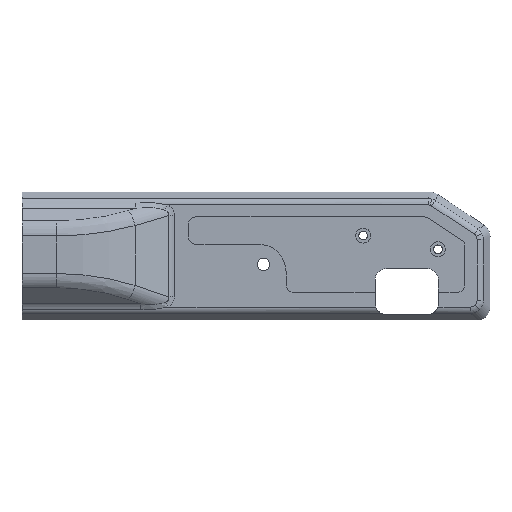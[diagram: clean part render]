
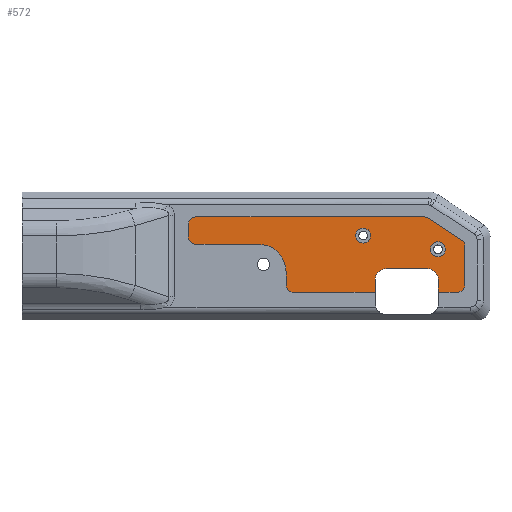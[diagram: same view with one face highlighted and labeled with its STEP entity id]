
A CAD part, left-side view. The second image highlights one B-rep face of the part: STEP entity #572.
In plain terms, the highlighted planar face has unit normal (-1, 0, 0).
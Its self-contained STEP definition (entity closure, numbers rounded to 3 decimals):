
#356=CARTESIAN_POINT('',(-23.6,0.,0.));
#357=DIRECTION('',(-1.,0.,0.));
#358=DIRECTION('',(0.,1.,0.));
#359=AXIS2_PLACEMENT_3D('',#356,#357,#358);
#360=PLANE('',#359);
#361=CARTESIAN_POINT('',(-23.6,443.,-26.));
#362=VERTEX_POINT('',#361);
#363=CARTESIAN_POINT('',(-23.6,446.,-29.));
#364=VERTEX_POINT('',#363);
#365=CARTESIAN_POINT('',(-23.6,443.,-29.));
#366=DIRECTION('',(1.,-0.,-0.));
#367=DIRECTION('',(0.,0.,1.));
#368=AXIS2_PLACEMENT_3D('',#365,#366,#367);
#369=CIRCLE('',#368,3.);
#370=EDGE_CURVE('',#362,#364,#369,.T.);
#371=ORIENTED_EDGE('',*,*,#370,.T.);
#372=CARTESIAN_POINT('',(-23.6,443.,-29.));
#373=DIRECTION('',(1.,-0.,-0.));
#374=DIRECTION('',(0.,0.,1.));
#375=AXIS2_PLACEMENT_3D('',#372,#373,#374);
#376=CIRCLE('',#375,3.);
#377=EDGE_CURVE('',#364,#362,#376,.T.);
#378=ORIENTED_EDGE('',*,*,#377,.T.);
#379=EDGE_LOOP('',(#371,#378));
#380=FACE_BOUND('',#379,.T.);
#381=CARTESIAN_POINT('',(-23.6,473.,-20.5));
#382=VERTEX_POINT('',#381);
#383=CARTESIAN_POINT('',(-23.6,476.,-23.5));
#384=VERTEX_POINT('',#383);
#385=CARTESIAN_POINT('',(-23.6,473.,-23.5));
#386=DIRECTION('',(1.,-0.,-0.));
#387=DIRECTION('',(0.,0.,1.));
#388=AXIS2_PLACEMENT_3D('',#385,#386,#387);
#389=CIRCLE('',#388,3.);
#390=EDGE_CURVE('',#382,#384,#389,.T.);
#391=ORIENTED_EDGE('',*,*,#390,.T.);
#392=CARTESIAN_POINT('',(-23.6,473.,-23.5));
#393=DIRECTION('',(1.,-0.,-0.));
#394=DIRECTION('',(0.,0.,1.));
#395=AXIS2_PLACEMENT_3D('',#392,#393,#394);
#396=CIRCLE('',#395,3.);
#397=EDGE_CURVE('',#384,#382,#396,.T.);
#398=ORIENTED_EDGE('',*,*,#397,.T.);
#399=EDGE_LOOP('',(#391,#398));
#400=FACE_BOUND('',#399,.T.);
#401=CARTESIAN_POINT('',(-23.6,468.2,-46.194));
#402=VERTEX_POINT('',#401);
#403=CARTESIAN_POINT('',(-23.6,468.2,-41.2));
#404=VERTEX_POINT('',#403);
#405=CARTESIAN_POINT('',(-23.6,468.2,-46.194));
#406=DIRECTION('',(-0.,-0.,1.));
#407=VECTOR('',#406,4.994);
#408=LINE('',#405,#407);
#409=EDGE_CURVE('',#402,#404,#408,.T.);
#410=ORIENTED_EDGE('',*,*,#409,.T.);
#411=CARTESIAN_POINT('',(-23.6,463.8,-36.8));
#412=VERTEX_POINT('',#411);
#413=CARTESIAN_POINT('',(-23.6,463.8,-41.2));
#414=DIRECTION('',(1.,-0.,-0.));
#415=DIRECTION('',(0.,0.,1.));
#416=AXIS2_PLACEMENT_3D('',#413,#414,#415);
#417=CIRCLE('',#416,4.4);
#418=EDGE_CURVE('',#404,#412,#417,.T.);
#419=ORIENTED_EDGE('',*,*,#418,.T.);
#420=CARTESIAN_POINT('',(-23.6,447.2,-36.8));
#421=VERTEX_POINT('',#420);
#422=CARTESIAN_POINT('',(-23.6,463.8,-36.8));
#423=DIRECTION('',(-0.,-1.,-0.));
#424=VECTOR('',#423,16.6);
#425=LINE('',#422,#424);
#426=EDGE_CURVE('',#412,#421,#425,.T.);
#427=ORIENTED_EDGE('',*,*,#426,.T.);
#428=CARTESIAN_POINT('',(-23.6,442.8,-41.2));
#429=VERTEX_POINT('',#428);
#430=CARTESIAN_POINT('',(-23.6,447.2,-41.2));
#431=DIRECTION('',(1.,-0.,-0.));
#432=DIRECTION('',(0.,0.,1.));
#433=AXIS2_PLACEMENT_3D('',#430,#431,#432);
#434=CIRCLE('',#433,4.4);
#435=EDGE_CURVE('',#421,#429,#434,.T.);
#436=ORIENTED_EDGE('',*,*,#435,.T.);
#437=CARTESIAN_POINT('',(-23.6,442.8,-46.194));
#438=VERTEX_POINT('',#437);
#439=CARTESIAN_POINT('',(-23.6,442.8,-41.2));
#440=DIRECTION('',(0.,0.,-1.));
#441=VECTOR('',#440,4.994);
#442=LINE('',#439,#441);
#443=EDGE_CURVE('',#429,#438,#442,.T.);
#444=ORIENTED_EDGE('',*,*,#443,.T.);
#445=CARTESIAN_POINT('',(-23.6,435.179,-46.194));
#446=VERTEX_POINT('',#445);
#447=CARTESIAN_POINT('',(-23.6,435.179,-46.194));
#448=DIRECTION('',(-0.,1.,-0.));
#449=VECTOR('',#448,7.621);
#450=LINE('',#447,#449);
#451=EDGE_CURVE('',#446,#438,#450,.T.);
#452=ORIENTED_EDGE('',*,*,#451,.F.);
#453=CARTESIAN_POINT('',(-23.6,432.179,-43.194));
#454=VERTEX_POINT('',#453);
#455=CARTESIAN_POINT('',(-23.6,435.179,-43.194));
#456=DIRECTION('',(1.,0.,0.));
#457=DIRECTION('',(0.,0.,-1.));
#458=AXIS2_PLACEMENT_3D('',#455,#456,#457);
#459=CIRCLE('',#458,3.);
#460=EDGE_CURVE('',#454,#446,#459,.T.);
#461=ORIENTED_EDGE('',*,*,#460,.F.);
#462=CARTESIAN_POINT('',(-23.6,432.179,-27.769));
#463=VERTEX_POINT('',#462);
#464=CARTESIAN_POINT('',(-23.6,432.179,-27.769));
#465=DIRECTION('',(0.,0.,-1.));
#466=VECTOR('',#465,15.425);
#467=LINE('',#464,#466);
#468=EDGE_CURVE('',#463,#454,#467,.T.);
#469=ORIENTED_EDGE('',*,*,#468,.F.);
#470=CARTESIAN_POINT('',(-23.6,433.527,-25.265));
#471=VERTEX_POINT('',#470);
#472=CARTESIAN_POINT('',(-23.6,435.179,-27.769));
#473=DIRECTION('',(1.,-0.,-0.));
#474=DIRECTION('',(0.,0.,1.));
#475=AXIS2_PLACEMENT_3D('',#472,#473,#474);
#476=CIRCLE('',#475,3.);
#477=EDGE_CURVE('',#471,#463,#476,.T.);
#478=ORIENTED_EDGE('',*,*,#477,.F.);
#479=CARTESIAN_POINT('',(-23.6,446.822,-16.496));
#480=VERTEX_POINT('',#479);
#481=CARTESIAN_POINT('',(-23.6,433.527,-25.265));
#482=DIRECTION('',(0.,0.835,0.551));
#483=VECTOR('',#482,15.927);
#484=LINE('',#481,#483);
#485=EDGE_CURVE('',#471,#480,#484,.T.);
#486=ORIENTED_EDGE('',*,*,#485,.T.);
#487=CARTESIAN_POINT('',(-23.6,448.474,-16.));
#488=VERTEX_POINT('',#487);
#489=CARTESIAN_POINT('',(-23.6,448.474,-19.));
#490=DIRECTION('',(1.,-0.,-0.));
#491=DIRECTION('',(0.,0.,1.));
#492=AXIS2_PLACEMENT_3D('',#489,#490,#491);
#493=CIRCLE('',#492,3.);
#494=EDGE_CURVE('',#488,#480,#493,.T.);
#495=ORIENTED_EDGE('',*,*,#494,.F.);
#496=CARTESIAN_POINT('',(-23.6,540.179,-16.));
#497=VERTEX_POINT('',#496);
#498=CARTESIAN_POINT('',(-23.6,540.179,-16.));
#499=DIRECTION('',(0.,-1.,0.));
#500=VECTOR('',#499,91.705);
#501=LINE('',#498,#500);
#502=EDGE_CURVE('',#497,#488,#501,.T.);
#503=ORIENTED_EDGE('',*,*,#502,.F.);
#504=CARTESIAN_POINT('',(-23.6,543.179,-19.));
#505=VERTEX_POINT('',#504);
#506=CARTESIAN_POINT('',(-23.6,540.179,-19.));
#507=DIRECTION('',(1.,-0.,-0.));
#508=DIRECTION('',(0.,0.,1.));
#509=AXIS2_PLACEMENT_3D('',#506,#507,#508);
#510=CIRCLE('',#509,3.);
#511=EDGE_CURVE('',#505,#497,#510,.T.);
#512=ORIENTED_EDGE('',*,*,#511,.F.);
#513=CARTESIAN_POINT('',(-23.6,543.179,-24.));
#514=VERTEX_POINT('',#513);
#515=CARTESIAN_POINT('',(-23.6,543.179,-19.));
#516=DIRECTION('',(0.,0.,-1.));
#517=VECTOR('',#516,5.);
#518=LINE('',#515,#517);
#519=EDGE_CURVE('',#505,#514,#518,.T.);
#520=ORIENTED_EDGE('',*,*,#519,.T.);
#521=CARTESIAN_POINT('',(-23.6,540.179,-27.));
#522=VERTEX_POINT('',#521);
#523=CARTESIAN_POINT('',(-23.6,540.179,-24.));
#524=DIRECTION('',(1.,0.,0.));
#525=DIRECTION('',(0.,0.,-1.));
#526=AXIS2_PLACEMENT_3D('',#523,#524,#525);
#527=CIRCLE('',#526,3.);
#528=EDGE_CURVE('',#522,#514,#527,.T.);
#529=ORIENTED_EDGE('',*,*,#528,.F.);
#530=CARTESIAN_POINT('',(-23.6,515.,-27.));
#531=VERTEX_POINT('',#530);
#532=CARTESIAN_POINT('',(-23.6,540.179,-27.));
#533=DIRECTION('',(-0.,-1.,-0.));
#534=VECTOR('',#533,25.179);
#535=LINE('',#532,#534);
#536=EDGE_CURVE('',#522,#531,#535,.T.);
#537=ORIENTED_EDGE('',*,*,#536,.T.);
#538=CARTESIAN_POINT('',(-23.6,504.,-38.));
#539=VERTEX_POINT('',#538);
#540=CARTESIAN_POINT('',(-23.6,515.,-38.));
#541=DIRECTION('',(1.,-0.,-0.));
#542=DIRECTION('',(0.,0.,1.));
#543=AXIS2_PLACEMENT_3D('',#540,#541,#542);
#544=CIRCLE('',#543,11.);
#545=EDGE_CURVE('',#531,#539,#544,.T.);
#546=ORIENTED_EDGE('',*,*,#545,.T.);
#547=CARTESIAN_POINT('',(-23.6,504.,-43.194));
#548=VERTEX_POINT('',#547);
#549=CARTESIAN_POINT('',(-23.6,504.,-38.));
#550=DIRECTION('',(0.,0.,-1.));
#551=VECTOR('',#550,5.194);
#552=LINE('',#549,#551);
#553=EDGE_CURVE('',#539,#548,#552,.T.);
#554=ORIENTED_EDGE('',*,*,#553,.T.);
#555=CARTESIAN_POINT('',(-23.6,501.,-46.194));
#556=VERTEX_POINT('',#555);
#557=CARTESIAN_POINT('',(-23.6,501.,-43.194));
#558=DIRECTION('',(1.,-0.,-0.));
#559=DIRECTION('',(0.,0.,1.));
#560=AXIS2_PLACEMENT_3D('',#557,#558,#559);
#561=CIRCLE('',#560,3.);
#562=EDGE_CURVE('',#556,#548,#561,.T.);
#563=ORIENTED_EDGE('',*,*,#562,.F.);
#564=CARTESIAN_POINT('',(-23.6,468.2,-46.194));
#565=DIRECTION('',(-0.,1.,-0.));
#566=VECTOR('',#565,32.8);
#567=LINE('',#564,#566);
#568=EDGE_CURVE('',#402,#556,#567,.T.);
#569=ORIENTED_EDGE('',*,*,#568,.F.);
#570=EDGE_LOOP('',(#410,#419,#427,#436,#444,#452,#461,#469,#478,#486,#495,#503,#512,#520,#529,#537,#546,#554,#563,#569));
#571=FACE_BOUND('',#570,.T.);
#572=ADVANCED_FACE('',(#380,#400,#571),#360,.T.);
